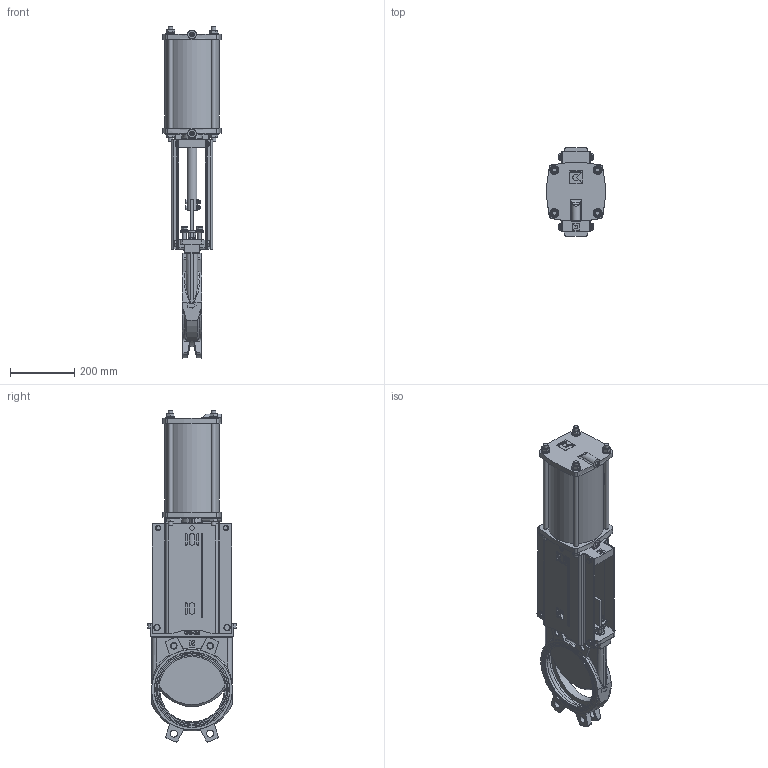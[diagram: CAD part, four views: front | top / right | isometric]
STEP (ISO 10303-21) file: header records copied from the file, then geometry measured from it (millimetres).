
FILE_DESCRIPTION(/* description */ (''),/* implementation_level */ '2;1');
FILE_NAME(/* name */ 'WGP16N-DN200_105809.step',/* time_stamp */ '2025-07-11T10:32:36+02:00',/* author */ (''),/* organization */ (''),/* preprocessor_version */ 'ST-DEVELOPER v20.1',/* originating_system */ 'Autodesk Translation Framework v14.10.0.0',/* authorisation */ '');
FILE_SCHEMA (('AUTOMOTIVE_DESIGN { 1 0 10303 214 3 1 1 }'));
Length unit declared in the file: millimetre
Products named in the file (25): WGP16N-DN200_105809; WGS-BO-GG-SOF-200-K; WGS-KN-xxx-200; WGS-GL-GG-200; local.DIN.76.51.8; local.DIN.126.14.8; WGS-BR-CS-B-200; WGS-BR-CS-F-200; local.DIN.18.265.9; local.DIN.162.220.8; local.DIN.18.1000002.12; WGS-ST-PD-200-2; WGS-CO-PD-AL-201-K; WGS-PL-PD-AL-201-K; WGS-ZY-AL-160-200; WGS-ZB-ST-200; local.DIN.162.280.8; local.DIN.126.16.8; local.DIN.126.13.8; local.DIN.162.190.8; local.DIN.19.170.9; WGS-SP-EPDM-200; WGS-SP-SF-200; WGS-SP-PVC-200-1; WGS-SP-PVC-200-2
Assembly tree (69 placements, depth 2):
  WGP16N-DN200_105809
    WGS-BO-GG-SOF-200-K
    WGS-KN-xxx-200
    WGS-GL-GG-200
    local.DIN.76.51.8  x4
    local.DIN.162.220.8  x8
    local.DIN.126.14.8  x4
    WGS-BR-CS-B-200
    WGS-BR-CS-F-200
    local.DIN.18.265.9  x4
    local.DIN.162.190.8  x6
    local.DIN.126.13.8  x4
    local.DIN.18.1000002.12  x2
    WGS-ST-PD-200-2
    WGS-CO-PD-AL-201-K
    WGS-PL-PD-AL-201-K
    WGS-ZY-AL-160-200
    WGS-ZB-ST-200  x4
    local.DIN.162.280.8  x8
    local.DIN.126.16.8  x8
    local.DIN.19.170.9  x2
    WGS-SP-EPDM-200
    WGS-SP-SF-200  x2
    WGS-SP-PVC-200-1  x2
    WGS-SP-PVC-200-2
Bounding box: 180.26 x 275 x 1031.54 mm (x, y, z)
Volume: 6666762.3 mm3; surface area: 1692428.7 mm2
Topology: 69 solids, 69 shells, 1810 faces, 4393 edges, 2808 vertices
Faces by surface type: plane 836, cylinder 465, cone 226, bspline 186, torus 95, sphere 2
Full cylindrical faces by diameter (mm): 3.242 x3, 6.647 x4, 7.323 x2, 8 x6, 8.2 x4, 8.25 x4, 8.376 x8, 8.4 x6, 10 x8, 10.106 x4, 10.5 x14, 11.4 x2, 11.445 x2, 11.6 x2, 11.835 x8, 12.5 x4, 14 x5, 15 x16, 15.6 x4, 16 x6, 16.2 x1, 17.294 x4, 20 x9, 22 x4, 28 x8, 30 x1, 35 x1, 40 x1, 57.2 x1, 62 x1
Entity records: 46501 total; most frequent: CARTESIAN_POINT 12614, ORIENTED_EDGE 7040, DIRECTION 6527, EDGE_CURVE 3520, AXIS2_PLACEMENT_3D 2299, VERTEX_POINT 2266, LINE 1929, VECTOR 1929
